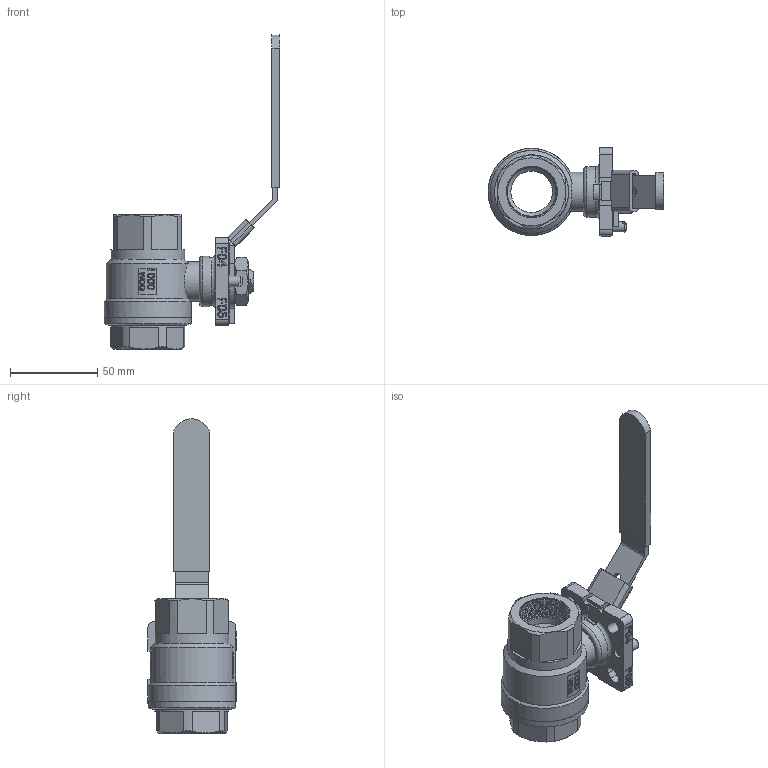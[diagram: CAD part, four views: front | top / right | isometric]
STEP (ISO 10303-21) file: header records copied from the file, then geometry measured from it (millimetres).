
FILE_DESCRIPTION(/* description */ ('Unknown'),/* implementation_level */ '2;1');
FILE_NAME(/* name */ '9652-06',/* time_stamp */ '2022-07-13T13:03:09+02:00',/* author */ ('Unknown'),/* organization */ ('Unknown'),/* preprocessor_version */ 'ST-DEVELOPER v16.7',/* originating_system */ 'Solid Edge',/* authorisation */ 'Unknown');
FILE_SCHEMA (('AUTOMOTIVE_DESIGN {1 0 10303 214 3 1 1}'));
Products named in the file (13): 9652-06; Body Gaske; Stem; Nut Stopper; Plate Washer; Body; Cap; Handle; Small hex thin nuts-Fine pitch thread GB_GB_FASTENER_NUT_SSFNTT M16X1.
0-N; Hex thin nuts-Grades AB-Chamfered GB_GB_FASTENER_NUT_STNAB M16-N; Stop Pin; Plasti Cover; Lock Device
Assembly tree (12 placements, depth 2):
  9652-06
    Body Gaske
    Stem
    Nut Stopper
    Plate Washer
    Body
    Cap
    Handle
    Small hex thin nuts-Fine pitch thread GB_GB_FASTENER_NUT_SSFNTT M16X1.
0-N
    Hex thin nuts-Grades AB-Chamfered GB_GB_FASTENER_NUT_STNAB M16-N
    Stop Pin
    Plasti Cover
    Lock Device
Bounding box: 100.95 x 50.5 x 180.22 mm (x, y, z)
Volume: 94424.9 mm3; surface area: 62943.9 mm2
Topology: 12 solids, 12 shells, 746 faces, 1961 edges, 1302 vertices
Faces by surface type: plane 425, bspline 143, cylinder 106, cone 65, torus 7
Full cylindrical faces by diameter (mm): 5 x3, 6 x1, 11 x1, 13.2 x1, 13.835 x1, 14 x2, 14.4 x1, 14.917 x1, 16 x1, 16.5 x2, 22 x1, 22.5 x2, 23.8 x1, 25 x1, 26 x1, 29 x1, 35.8 x1, 37 x1, 40 x1, 40.5 x1, 42.5 x2, 42.8 x1, 43 x1, 44 x1, 46.3 x1, 46.5 x1, 50 x2
Entity records: 45333 total; most frequent: CARTESIAN_POINT 27992, ORIENTED_EDGE 3742, DIRECTION 2975, EDGE_CURVE 1871, VERTEX_POINT 1286, LINE 1075, VECTOR 1075, AXIS2_PLACEMENT_3D 950
